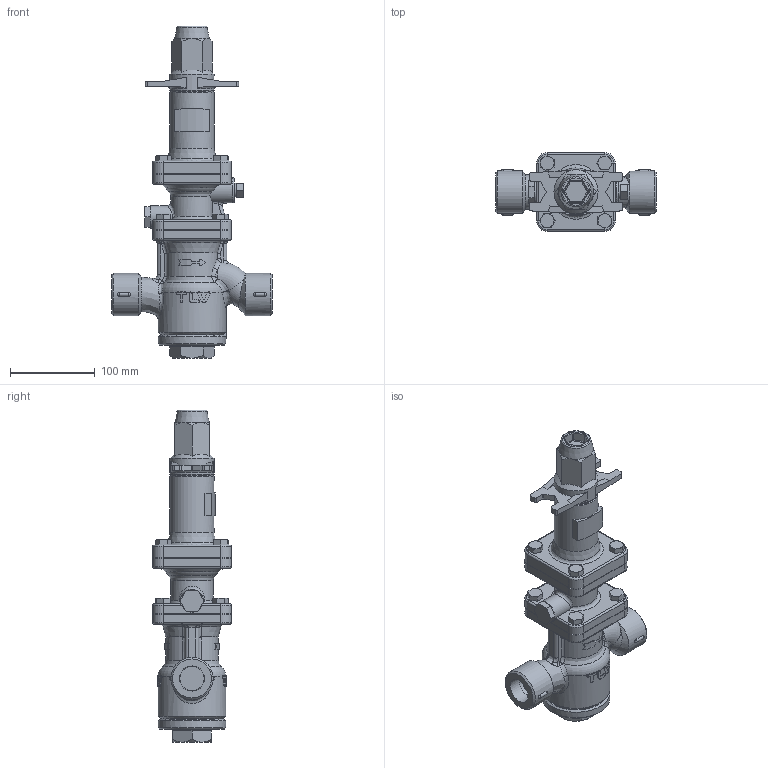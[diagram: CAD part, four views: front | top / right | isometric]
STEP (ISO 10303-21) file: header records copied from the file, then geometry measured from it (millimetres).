
FILE_DESCRIPTION((''),'2;1');
FILE_NAME('spr16-025-screw-00.stp','2010-06-23T16:50:31',('nakaot'),(''),'Autodesk Inventor 2008','Autodesk Inventor 2008','');
FILE_SCHEMA(('AUTOMOTIVE_DESIGN { 1 0 10303 214 1 1 1 1 }'));
Length unit declared in the file: millimetre
Products named in the file (1): spr16-025-screw-00
Bounding box: 190 x 93 x 392 mm (x, y, z)
Volume: 1619132.3 mm3; surface area: 175498.5 mm2
Topology: 1 solids, 1 shells, 608 faces, 1557 edges, 958 vertices
Faces by surface type: plane 211, cylinder 153, bspline 148, cone 50, torus 38, sphere 8
Full cylindrical faces by diameter (mm): 10 x10, 27 x1, 30 x1, 50 x3, 52 x2, 60 x1, 70 x1, 80 x1
Entity records: 41561 total; most frequent: CARTESIAN_POINT 28258, ORIENTED_EDGE 2902, DIRECTION 2488, EDGE_CURVE 1451, AXIS2_PLACEMENT_3D 957, VERTEX_POINT 935, EDGE_LOOP 714, FACE_OUTER_BOUND 608
